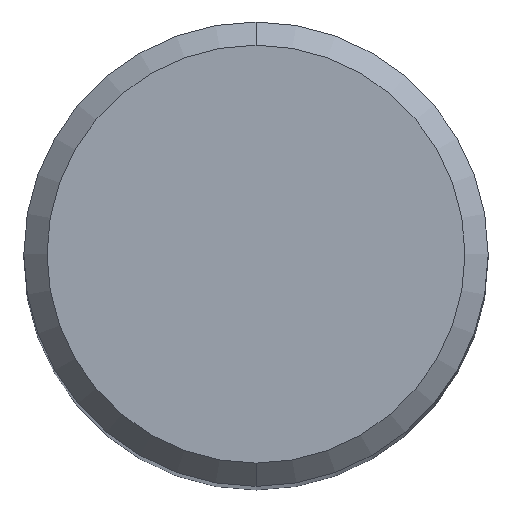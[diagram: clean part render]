
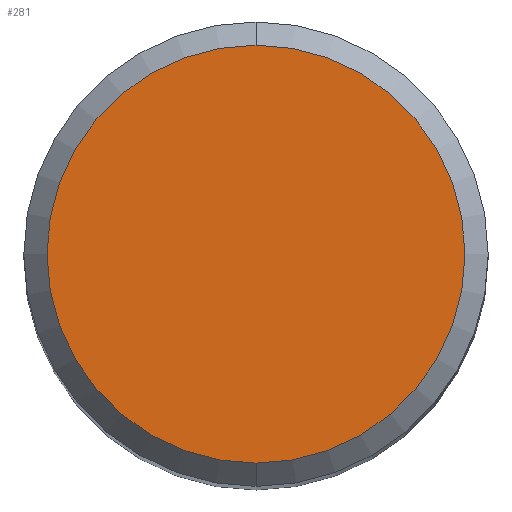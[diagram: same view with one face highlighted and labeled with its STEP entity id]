
A CAD part, top view. The second image highlights one B-rep face of the part: STEP entity #281.
In plain terms, the highlighted planar face has unit normal (0, 0, 1).
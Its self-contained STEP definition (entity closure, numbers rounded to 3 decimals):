
#193=VERTEX_POINT('',#486);
#215=EDGE_CURVE('',#417,#193,#509,.T.);
#281=ADVANCED_FACE('',(#583),#584,.T.);
#321=EDGE_CURVE('',#193,#417,#627,.T.);
#417=VERTEX_POINT('',#733);
#486=CARTESIAN_POINT('',(0.,-3.6,0.0));
#509=CIRCLE('',#849,3.6);
#583=FACE_OUTER_BOUND('',#995,.T.);
#584=PLANE('',#996);
#627=CIRCLE('',#1092,3.6);
#733=CARTESIAN_POINT('',(0.0,3.6,0.0));
#849=AXIS2_PLACEMENT_3D('',#1427,#1428,#1429);
#995=EDGE_LOOP('',(#1519,#1520));
#996=AXIS2_PLACEMENT_3D('',#1521,#1522,#1523);
#1092=AXIS2_PLACEMENT_3D('',#1569,#1570,#1571);
#1427=CARTESIAN_POINT('',(0.0,0.0,0.0));
#1428=DIRECTION('',(0.0,0.0,-1.0));
#1429=DIRECTION('',(0.0,1.0,0.0));
#1519=ORIENTED_EDGE('',*,*,#215,.F.);
#1520=ORIENTED_EDGE('',*,*,#321,.F.);
#1521=CARTESIAN_POINT('',(0.0,1.8,0.0));
#1522=DIRECTION('',(-0.0,0.0,1.0));
#1523=DIRECTION('',(0.0,-1.0,0.0));
#1569=CARTESIAN_POINT('',(0.0,0.0,0.0));
#1570=DIRECTION('',(0.0,0.0,-1.0));
#1571=DIRECTION('',(0.0,1.0,0.0));
